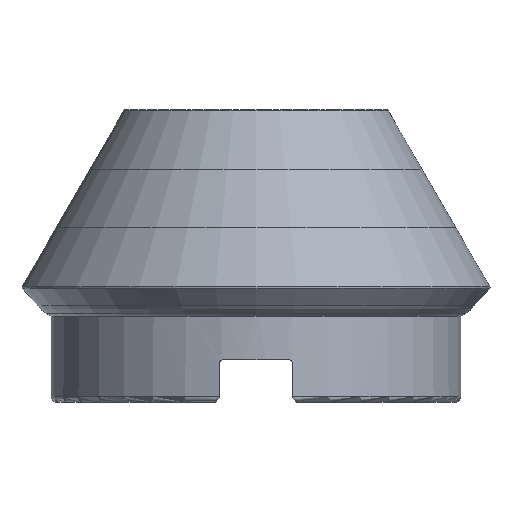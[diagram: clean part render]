
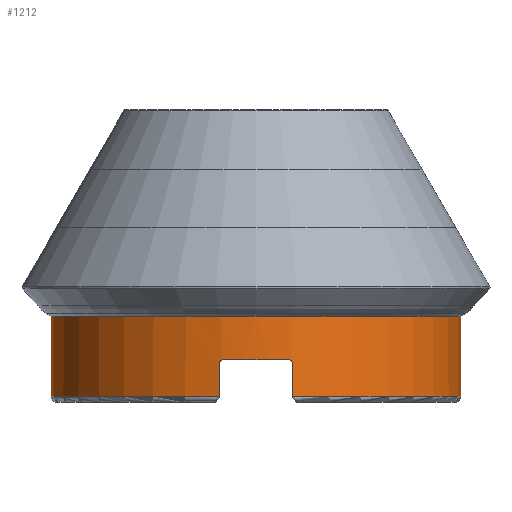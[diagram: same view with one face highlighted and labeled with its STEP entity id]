
A CAD part, left-side view. The second image highlights one B-rep face of the part: STEP entity #1212.
In plain terms, the highlighted cylindrical face has radius 35 mm (diameter 70 mm), a partial arc.
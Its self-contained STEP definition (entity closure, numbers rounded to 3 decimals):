
#147=DIRECTION('',(0.,0.,-1.));
#148=VECTOR('',#147,5.65);
#149=CARTESIAN_POINT('',(-34.442,6.228,6.65));
#150=LINE('',#149,#148);
#151=CARTESIAN_POINT('',(0.,0.,1.));
#152=DIRECTION('',(0.,0.,1.));
#153=DIRECTION('',(0.,1.,0.));
#154=AXIS2_PLACEMENT_3D('',#151,#152,#153);
#156=DIRECTION('',(0.,0.,1.));
#157=VECTOR('',#156,15.462);
#158=CARTESIAN_POINT('',(0.,35.,1.));
#159=LINE('',#158,#157);
#160=CARTESIAN_POINT('',(0.,0.,16.462));
#161=DIRECTION('',(0.,0.,-1.));
#162=DIRECTION('',(0.,-1.,0.));
#163=AXIS2_PLACEMENT_3D('',#160,#161,#162);
#165=DIRECTION('',(0.,0.,1.));
#166=VECTOR('',#165,15.462);
#167=CARTESIAN_POINT('',(0.,-35.,1.));
#168=LINE('',#167,#166);
#169=CARTESIAN_POINT('',(0.,0.,1.));
#170=DIRECTION('',(0.,0.,1.));
#171=DIRECTION('',(-0.984,-0.178,0.));
#172=AXIS2_PLACEMENT_3D('',#169,#170,#171);
#174=DIRECTION('',(0.,0.,-1.));
#175=VECTOR('',#174,5.65);
#176=CARTESIAN_POINT('',(-34.442,-6.228,6.65));
#177=LINE('',#176,#175);
#178=CARTESIAN_POINT('',(-34.545,-5.628,7.25));
#179=CARTESIAN_POINT('',(-34.536,-5.681,7.25));
#180=CARTESIAN_POINT('',(-34.519,-5.785,7.236));
#181=CARTESIAN_POINT('',(-34.493,-5.934,7.174));
#182=CARTESIAN_POINT('',(-34.472,-6.058,7.077));
#183=CARTESIAN_POINT('',(-34.455,-6.155,6.951));
#184=CARTESIAN_POINT('',(-34.444,-6.214,6.804));
#185=CARTESIAN_POINT('',(-34.442,-6.228,6.703));
#186=CARTESIAN_POINT('',(-34.442,-6.228,6.65));
#188=CARTESIAN_POINT('',(0.,0.,7.25));
#189=DIRECTION('',(0.,0.,-1.));
#190=DIRECTION('',(-0.987,-0.161,0.));
#191=AXIS2_PLACEMENT_3D('',#188,#189,#190);
#193=CARTESIAN_POINT('',(-34.442,6.228,6.65));
#194=CARTESIAN_POINT('',(-34.442,6.228,6.703));
#195=CARTESIAN_POINT('',(-34.444,6.214,6.804));
#196=CARTESIAN_POINT('',(-34.455,6.155,6.951));
#197=CARTESIAN_POINT('',(-34.472,6.058,7.077));
#198=CARTESIAN_POINT('',(-34.493,5.934,7.174));
#199=CARTESIAN_POINT('',(-34.519,5.785,7.236));
#200=CARTESIAN_POINT('',(-34.536,5.681,7.25));
#201=CARTESIAN_POINT('',(-34.545,5.628,7.25));
#866=CARTESIAN_POINT('',(0.,35.,1.));
#867=CARTESIAN_POINT('',(0.,35.,16.462));
#868=VERTEX_POINT('',#866);
#869=VERTEX_POINT('',#867);
#870=CARTESIAN_POINT('',(0.,-35.,1.));
#871=CARTESIAN_POINT('',(0.,-35.,16.462));
#872=VERTEX_POINT('',#870);
#873=VERTEX_POINT('',#871);
#951=CARTESIAN_POINT('',(-34.442,-6.228,6.65));
#953=VERTEX_POINT('',#951);
#959=CARTESIAN_POINT('',(-34.545,-5.628,7.25));
#961=VERTEX_POINT('',#959);
#966=CARTESIAN_POINT('',(-34.442,6.228,6.65));
#968=VERTEX_POINT('',#966);
#970=CARTESIAN_POINT('',(-34.545,5.628,7.25));
#972=VERTEX_POINT('',#970);
#994=CARTESIAN_POINT('',(-34.442,6.228,1.));
#995=VERTEX_POINT('',#994);
#996=CARTESIAN_POINT('',(-34.442,-6.228,1.));
#997=VERTEX_POINT('',#996);
#1187=CARTESIAN_POINT('',(0.,0.,51.24));
#1188=DIRECTION('',(0.,0.,-1.));
#1189=DIRECTION('',(0.,-1.,0.));
#1190=AXIS2_PLACEMENT_3D('',#1187,#1188,#1189);
#1191=CYLINDRICAL_SURFACE('',#1190,35.);
#1192=ORIENTED_EDGE('',*,*,#1099,.T.);
#1194=ORIENTED_EDGE('',*,*,#1193,.F.);
#1196=ORIENTED_EDGE('',*,*,#1195,.T.);
#1198=ORIENTED_EDGE('',*,*,#1197,.F.);
#1200=ORIENTED_EDGE('',*,*,#1199,.F.);
#1202=ORIENTED_EDGE('',*,*,#1201,.F.);
#1204=ORIENTED_EDGE('',*,*,#1203,.F.);
#1206=ORIENTED_EDGE('',*,*,#1205,.F.);
#1208=ORIENTED_EDGE('',*,*,#1207,.T.);
#1209=ORIENTED_EDGE('',*,*,#1179,.F.);
#1210=EDGE_LOOP('',(#1192,#1194,#1196,#1198,#1200,#1202,#1204,#1206,#1208,
#1209));
#1211=FACE_OUTER_BOUND('',#1210,.F.);
#1212=ADVANCED_FACE('',(#1211),#1191,.T.);
#155=CIRCLE('',#154,35.);
#164=CIRCLE('',#163,35.);
#173=CIRCLE('',#172,35.);
#187=B_SPLINE_CURVE_WITH_KNOTS('',3,(#178,#179,#180,#181,#182,#183,#184,#185,
#186),.UNSPECIFIED.,.F.,.F.,(4,1,1,1,1,1,4),(0.,0.167,
0.333,0.5,0.667,0.833,1.),
.UNSPECIFIED.);
#192=CIRCLE('',#191,35.);
#202=B_SPLINE_CURVE_WITH_KNOTS('',3,(#193,#194,#195,#196,#197,#198,#199,#200,
#201),.UNSPECIFIED.,.F.,.F.,(4,1,1,1,1,1,4),(0.,0.167,
0.333,0.5,0.667,0.833,1.),
.UNSPECIFIED.);
#1099=EDGE_CURVE('',#968,#995,#150,.T.);
#1179=EDGE_CURVE('',#968,#972,#202,.T.);
#1193=EDGE_CURVE('',#868,#995,#155,.T.);
#1195=EDGE_CURVE('',#868,#869,#159,.T.);
#1197=EDGE_CURVE('',#873,#869,#164,.T.);
#1199=EDGE_CURVE('',#872,#873,#168,.T.);
#1201=EDGE_CURVE('',#997,#872,#173,.T.);
#1203=EDGE_CURVE('',#953,#997,#177,.T.);
#1205=EDGE_CURVE('',#961,#953,#187,.T.);
#1207=EDGE_CURVE('',#961,#972,#192,.T.);
